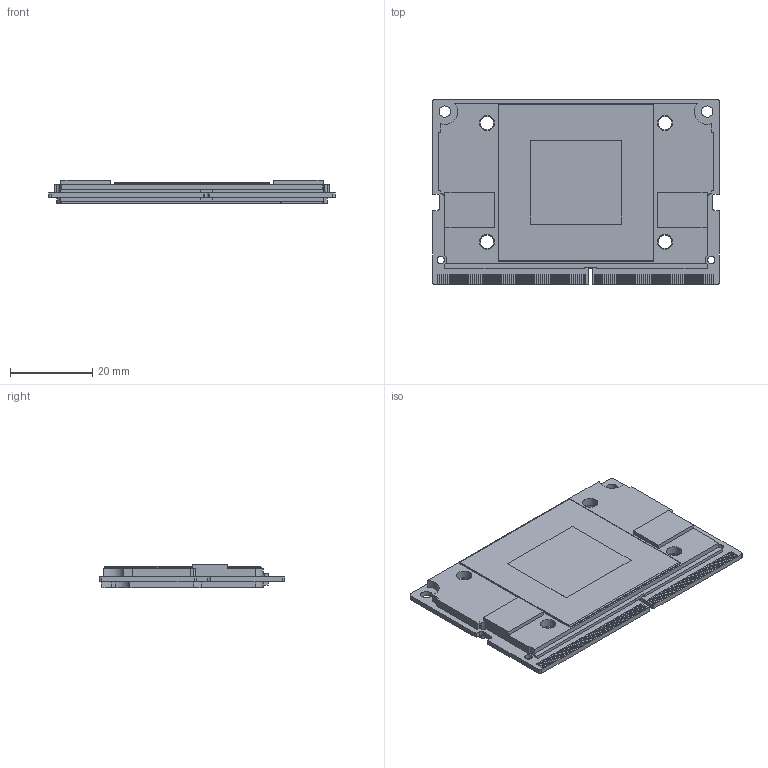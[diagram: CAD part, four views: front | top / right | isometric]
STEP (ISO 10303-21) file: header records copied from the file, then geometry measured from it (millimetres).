
FILE_DESCRIPTION((''),'2;1');
FILE_NAME('P3767_ASM','2022-10-14T13:07:01',('cgalutera'),(''),'CREO PARAMETRIC BY PTC INC, 2020281','CREO PARAMETRIC BY PTC INC, 2020281','');
FILE_SCHEMA(('CONFIG_CONTROL_DESIGN','GEOMETRIC_VALIDATION_PROPERTIES_MIM'));
Length unit declared in the file: millimetre
Products named in the file (6): GROGU_MODULE_BOARD_ME; 080-1655-000_3; P3767-GROGU_ASM; TE980M-A1_1; 600-13767-BASE-A03_ASM; P3767_ASM
Assembly tree (5 placements, depth 3):
  P3767_ASM
    P3767-GROGU_ASM
      GROGU_MODULE_BOARD_ME
      080-1655-000_3
    600-13767-BASE-A03_ASM
      TE980M-A1_1
Bounding box: 69.6 x 45 x 5.6 mm (x, y, z)
Volume: 14475.5 mm3; surface area: 11657.3 mm2
Topology: 262 solids, 263 shells, 1734 faces, 3602 edges, 2400 vertices
Faces by surface type: plane 1680, cylinder 50, extrusion 4
Entity records: 57842 total; most frequent: CARTESIAN_POINT 7820, ORIENTED_EDGE 7196, DIRECTION 7192, PRESENTATION_STYLE_ASSIGNMENT 3875, STYLED_ITEM 3865, CURVE_STYLE 3602, EDGE_CURVE 3602, VECTOR 3496
